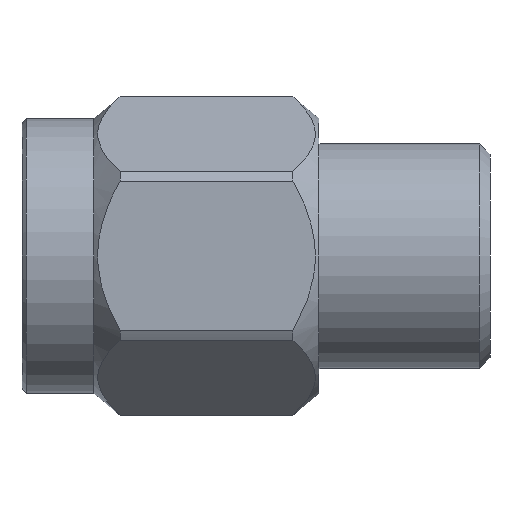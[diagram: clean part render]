
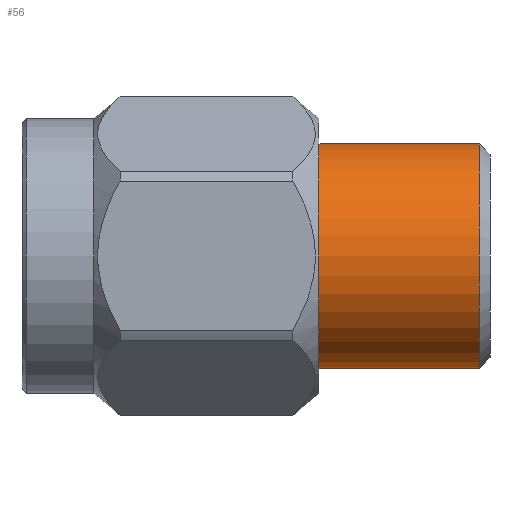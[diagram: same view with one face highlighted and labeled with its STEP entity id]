
A CAD part, front view. The second image highlights one B-rep face of the part: STEP entity #56.
In plain terms, the highlighted cylindrical face has radius 3.175 mm (diameter 6.35 mm), a partial arc.
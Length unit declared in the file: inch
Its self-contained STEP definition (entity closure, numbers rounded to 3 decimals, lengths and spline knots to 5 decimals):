
#56 = ADVANCED_FACE ( 'NONE', ( #3864 ), #3628, .T. ) ;
#170 = ORIENTED_EDGE ( 'NONE', *, *, #233, .T. ) ;
#199 = DIRECTION ( 'NONE',  ( -1., 0., 0. ) ) ;
#233 = EDGE_CURVE ( 'NONE', #3003, #3285, #1359, .T. ) ;
#260 = CARTESIAN_POINT ( 'NONE',  ( 0.33, 0., 0.125 ) ) ;
#370 = VECTOR ( 'NONE', #1452, 39.37008 ) ;
#453 = ORIENTED_EDGE ( 'NONE', *, *, #3839, .T. ) ;
#483 = VERTEX_POINT ( 'NONE', #2148 ) ;
#614 = DIRECTION ( 'NONE',  ( -1., 0., 0. ) ) ;
#637 = EDGE_CURVE ( 'NONE', #483, #833, #3465, .T. ) ;
#665 = LINE ( 'NONE', #2670, #370 ) ;
#683 = ORIENTED_EDGE ( 'NONE', *, *, #2959, .F. ) ;
#732 = CARTESIAN_POINT ( 'NONE',  ( 0.33, 0., -0.125 ) ) ;
#833 = VERTEX_POINT ( 'NONE', #2076 ) ;
#849 = CARTESIAN_POINT ( 'NONE',  ( 0.33, 0., 0. ) ) ;
#1102 = AXIS2_PLACEMENT_3D ( 'NONE', #1202, #614, #2740 ) ;
#1202 = CARTESIAN_POINT ( 'NONE',  ( 1.39355, 0., 0. ) ) ;
#1359 = CIRCLE ( 'NONE', #3753, 0.125 ) ;
#1372 = AXIS2_PLACEMENT_3D ( 'NONE', #2107, #2568, #2994 ) ;
#1452 = DIRECTION ( 'NONE',  ( -1., 0., 0. ) ) ;
#2013 = CARTESIAN_POINT ( 'NONE',  ( 1.39355, 0., 0.125 ) ) ;
#2076 = CARTESIAN_POINT ( 'NONE',  ( 0.508, 0., 0.125 ) ) ;
#2107 = CARTESIAN_POINT ( 'NONE',  ( 0.508, 0., 0. ) ) ;
#2148 = CARTESIAN_POINT ( 'NONE',  ( 0.508, 0., -0.125 ) ) ;
#2568 = DIRECTION ( 'NONE',  ( -1., 0., 0. ) ) ;
#2641 = EDGE_LOOP ( 'NONE', ( #683, #3844, #453, #170 ) ) ;
#2658 = LINE ( 'NONE', #2013, #3512 ) ;
#2670 = CARTESIAN_POINT ( 'NONE',  ( 1.39355, 0., -0.125 ) ) ;
#2740 = DIRECTION ( 'NONE',  ( 0., 0., 1. ) ) ;
#2959 = EDGE_CURVE ( 'NONE', #483, #3285, #665, .T. ) ;
#2994 = DIRECTION ( 'NONE',  ( 0., 0., -1. ) ) ;
#3003 = VERTEX_POINT ( 'NONE', #260 ) ;
#3280 = DIRECTION ( 'NONE',  ( 0., 0., -1. ) ) ;
#3285 = VERTEX_POINT ( 'NONE', #732 ) ;
#3465 = CIRCLE ( 'NONE', #1372, 0.125 ) ;
#3512 = VECTOR ( 'NONE', #199, 39.37008 ) ;
#3550 = DIRECTION ( 'NONE',  ( 1., 0., 0. ) ) ;
#3628 = CYLINDRICAL_SURFACE ( 'NONE', #1102, 0.125 ) ;
#3753 = AXIS2_PLACEMENT_3D ( 'NONE', #849, #3550, #3280 ) ;
#3839 = EDGE_CURVE ( 'NONE', #833, #3003, #2658, .T. ) ;
#3844 = ORIENTED_EDGE ( 'NONE', *, *, #637, .T. ) ;
#3864 = FACE_OUTER_BOUND ( 'NONE', #2641, .T. ) ;
